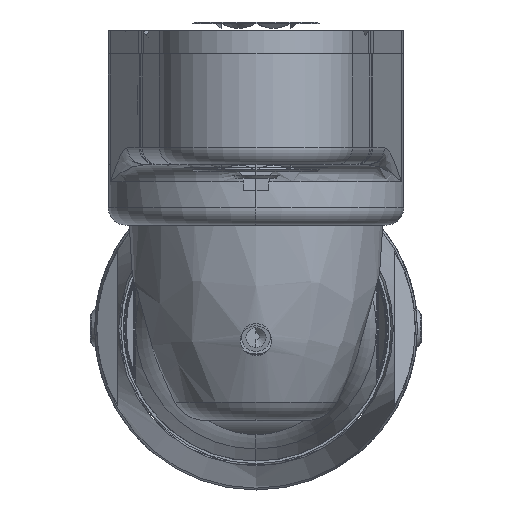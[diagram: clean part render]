
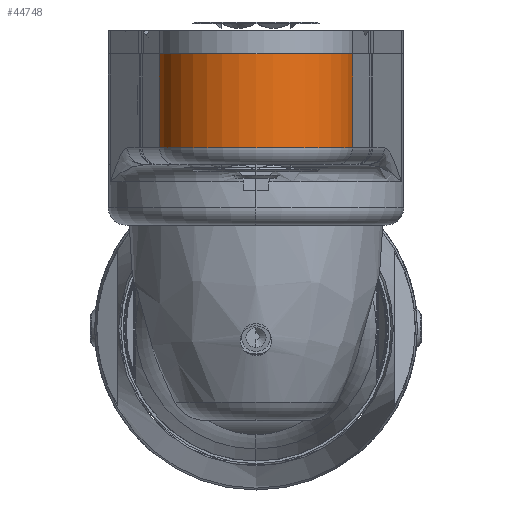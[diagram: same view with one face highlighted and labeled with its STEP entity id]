
A CAD part, left-side view. The second image highlights one B-rep face of the part: STEP entity #44748.
In plain terms, the highlighted cylindrical face has radius 13.487 mm (diameter 26.975 mm), a partial arc.
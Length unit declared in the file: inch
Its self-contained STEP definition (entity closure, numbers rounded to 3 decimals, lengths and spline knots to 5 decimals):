
#43879=CARTESIAN_POINT('',(-8.461,0.,0.9805));
#43880=DIRECTION('',(0.,0.,-1.));
#43881=DIRECTION('',(-0.173,-0.985,0.));
#43882=AXIS2_PLACEMENT_3D('',#43879,#43880,#43881);
#44035=DIRECTION('',(0.,0.,-1.));
#44036=VECTOR('',#44035,0.5075);
#44037=CARTESIAN_POINT('',(-8.55311,0.52295,1.488));
#44038=LINE('',#44037,#44036);
#44039=CARTESIAN_POINT('',(-8.461,0.,1.488));
#44040=DIRECTION('',(0.,0.,1.));
#44041=DIRECTION('',(-0.173,0.985,0.));
#44042=AXIS2_PLACEMENT_3D('',#44039,#44040,#44041);
#44044=DIRECTION('',(0.,0.,-1.));
#44045=VECTOR('',#44044,0.5075);
#44046=CARTESIAN_POINT('',(-8.55311,-0.52295,1.488));
#44047=LINE('',#44046,#44045);
#44145=CARTESIAN_POINT('',(-8.55311,0.52295,0.9805));
#44146=VERTEX_POINT('',#44145);
#44149=CARTESIAN_POINT('',(-8.55311,-0.52295,0.9805));
#44150=VERTEX_POINT('',#44149);
#44184=CARTESIAN_POINT('',(-8.55311,-0.52295,1.488));
#44185=VERTEX_POINT('',#44184);
#44186=CARTESIAN_POINT('',(-8.55311,0.52295,1.488));
#44187=VERTEX_POINT('',#44186);
#44735=CARTESIAN_POINT('',(-8.461,0.,1.5605));
#44736=DIRECTION('',(0.,0.,-1.));
#44737=DIRECTION('',(1.,0.,0.));
#44738=AXIS2_PLACEMENT_3D('',#44735,#44736,#44737);
#44739=CYLINDRICAL_SURFACE('',#44738,0.531);
#44741=ORIENTED_EDGE('',*,*,#44740,.T.);
#44743=ORIENTED_EDGE('',*,*,#44742,.T.);
#44744=ORIENTED_EDGE('',*,*,#44533,.T.);
#44745=ORIENTED_EDGE('',*,*,#44728,.F.);
#44746=EDGE_LOOP('',(#44741,#44743,#44744,#44745));
#44747=FACE_OUTER_BOUND('',#44746,.F.);
#44748=ADVANCED_FACE('',(#44747),#44739,.T.);
#43883=CIRCLE('',#43882,0.531);
#44043=CIRCLE('',#44042,0.531);
#44533=EDGE_CURVE('',#44150,#44146,#43883,.T.);
#44728=EDGE_CURVE('',#44187,#44146,#44038,.T.);
#44740=EDGE_CURVE('',#44187,#44185,#44043,.T.);
#44742=EDGE_CURVE('',#44185,#44150,#44047,.T.);
